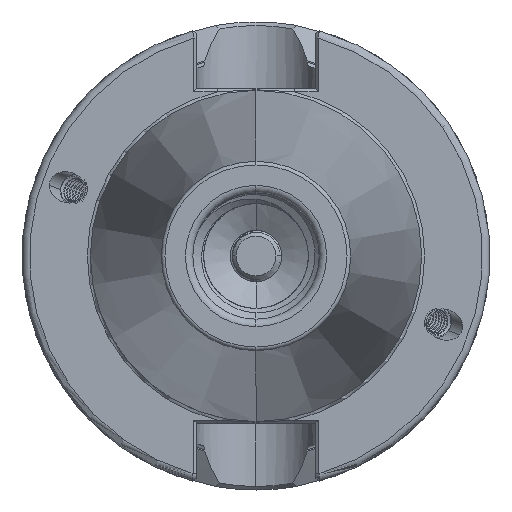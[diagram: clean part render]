
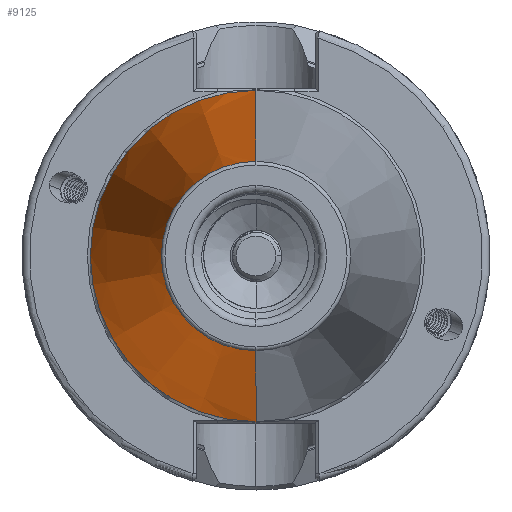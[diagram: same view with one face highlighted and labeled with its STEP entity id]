
A CAD part, left-side view. The second image highlights one B-rep face of the part: STEP entity #9125.
In plain terms, the highlighted conical face has half-angle 8.297 degrees and reference radius 22.298 mm.
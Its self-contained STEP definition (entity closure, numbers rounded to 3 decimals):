
#1810 = CARTESIAN_POINT ( 'NONE',  ( -1.5, 0., 0. ) ) ;
#1813 = DIRECTION ( 'NONE',  ( 1., 0., 0. ) ) ;
#1820 = DIRECTION ( 'NONE',  ( 0., 0., -1. ) ) ;
#3015 = CARTESIAN_POINT ( 'NONE',  ( -1.5, 0., -22.298 ) ) ;
#3053 = DIRECTION ( 'NONE',  ( 0.99, 0., -0.144 ) ) ;
#3073 = CARTESIAN_POINT ( 'NONE',  ( -1.5, 0., 22.298 ) ) ;
#3089 = CARTESIAN_POINT ( 'NONE',  ( -66.972, 0., 12.75 ) ) ;
#3093 = CARTESIAN_POINT ( 'NONE',  ( -66.972, 0., -12.75 ) ) ;
#3187 = CARTESIAN_POINT ( 'NONE',  ( -1.5, 0., -22.298 ) ) ;
#3646 = VERTEX_POINT ( 'NONE', #3089 ) ;
#3652 = VERTEX_POINT ( 'NONE', #3093 ) ;
#3672 = VERTEX_POINT ( 'NONE', #3073 ) ;
#3715 = VERTEX_POINT ( 'NONE', #3187 ) ;
#7661 = DIRECTION ( 'NONE',  ( 0.99, 0., 0.144 ) ) ;
#7671 = CARTESIAN_POINT ( 'NONE',  ( -1.5, 0., 22.298 ) ) ;
#7697 = DIRECTION ( 'NONE',  ( 0., 0., -1. ) ) ;
#7712 = DIRECTION ( 'NONE',  ( 1., 0., 0. ) ) ;
#7726 = CARTESIAN_POINT ( 'NONE',  ( -66.972, 0., 0. ) ) ;
#7803 = DIRECTION ( 'NONE',  ( 1., 0., 0. ) ) ;
#7813 = CARTESIAN_POINT ( 'NONE',  ( -1.5, 0., 0. ) ) ;
#7815 = DIRECTION ( 'NONE',  ( 0., 0., -1. ) ) ;
#9125 = ADVANCED_FACE ( 'NONE', ( #10933 ), #10919, .T. ) ;
#10423 = VECTOR ( 'NONE', #7661, 1000. ) ;
#10436 = CIRCLE ( 'NONE', #16433, 12.75 ) ;
#10441 = CIRCLE ( 'NONE', #16516, 22.298 ) ;
#10476 = LINE ( 'NONE', #7671, #10423 ) ;
#10548 = VECTOR ( 'NONE', #3053, 1000. ) ;
#10566 = LINE ( 'NONE', #3015, #10548 ) ;
#10919 = CONICAL_SURFACE ( 'NONE', #18878, 22.298, 0.145 ) ;
#10933 = FACE_OUTER_BOUND ( 'NONE', #20871, .T. ) ;
#16433 = AXIS2_PLACEMENT_3D ( 'NONE', #7726, #7712, #7697 ) ;
#16516 = AXIS2_PLACEMENT_3D ( 'NONE', #7813, #7803, #7815 ) ;
#17737 = EDGE_CURVE ( 'NONE', #3646, #3672, #10476, .T. ) ;
#17769 = EDGE_CURVE ( 'NONE', #3652, #3646, #10436, .T. ) ;
#17807 = EDGE_CURVE ( 'NONE', #3715, #3672, #10441, .T. ) ;
#17940 = EDGE_CURVE ( 'NONE', #3652, #3715, #10566, .T. ) ;
#18878 = AXIS2_PLACEMENT_3D ( 'NONE', #1810, #1813, #1820 ) ;
#20704 = ORIENTED_EDGE ( 'NONE', *, *, #17769, .T. ) ;
#20764 = ORIENTED_EDGE ( 'NONE', *, *, #17807, .F. ) ;
#20765 = ORIENTED_EDGE ( 'NONE', *, *, #17737, .T. ) ;
#20871 = EDGE_LOOP ( 'NONE', ( #20704, #20765, #20764, #21357 ) ) ;
#21357 = ORIENTED_EDGE ( 'NONE', *, *, #17940, .F. ) ;
